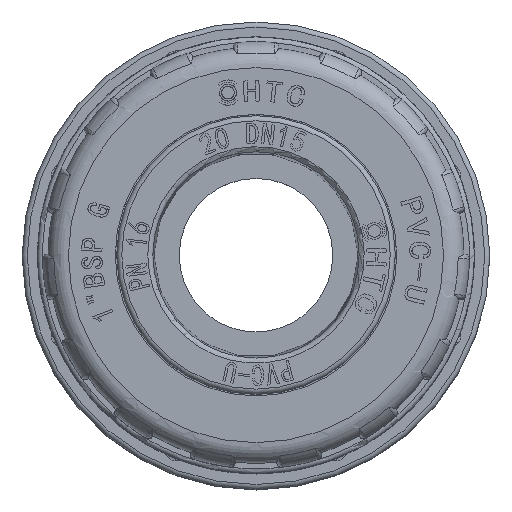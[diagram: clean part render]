
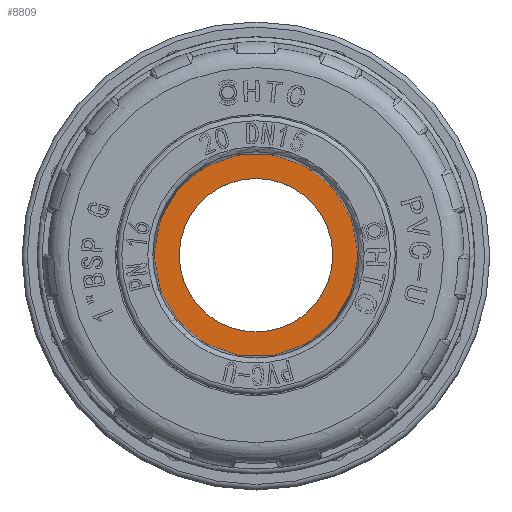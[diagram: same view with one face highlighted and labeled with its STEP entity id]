
A CAD part, top view. The second image highlights one B-rep face of the part: STEP entity #8809.
In plain terms, the highlighted planar face has unit normal (0, 0, 1).
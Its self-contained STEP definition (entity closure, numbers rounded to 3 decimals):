
#6210=PLANE('',#26293);
#8809=ADVANCED_FACE('',(#10550,#10551),#6210,.T.);
#10550=FACE_BOUND('',#11295,.T.);
#10551=FACE_BOUND('',#11296,.T.);
#11295=EDGE_LOOP('',(#15501));
#11296=EDGE_LOOP('',(#15502));
#15501=ORIENTED_EDGE('',*,*,#23641,.F.);
#15502=ORIENTED_EDGE('',*,*,#23635,.T.);
#20741=VERTEX_POINT('',#48264);
#20747=VERTEX_POINT('',#48281);
#23635=EDGE_CURVE('',#20741,#20741,#25547,.T.);
#23641=EDGE_CURVE('',#20747,#20747,#25553,.T.);
#25547=CIRCLE('',#26281,7.55);
#25553=CIRCLE('',#26292,10.);
#26281=AXIS2_PLACEMENT_3D('',#48263,#29743,#29744);
#26292=AXIS2_PLACEMENT_3D('',#48280,#29765,#29766);
#26293=AXIS2_PLACEMENT_3D('',#48282,#29767,#29768);
#29743=DIRECTION('',(0.,0.,-1.));
#29744=DIRECTION('',(1.,0.,0.));
#29765=DIRECTION('',(0.,0.,-1.));
#29766=DIRECTION('',(1.,0.,0.));
#29767=DIRECTION('',(0.,0.,1.));
#29768=DIRECTION('',(-1.,0.,0.));
#48263=CARTESIAN_POINT('',(116.,0.,55.1));
#48264=CARTESIAN_POINT('',(123.55,0.,55.1));
#48280=CARTESIAN_POINT('',(116.,0.,55.1));
#48281=CARTESIAN_POINT('',(126.,0.,55.1));
#48282=CARTESIAN_POINT('',(116.,0.,55.1));
